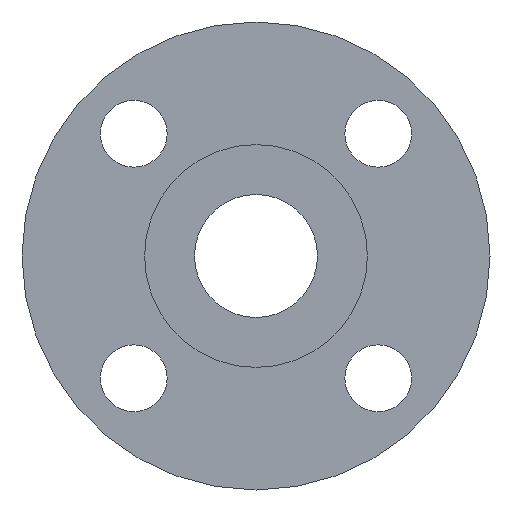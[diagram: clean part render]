
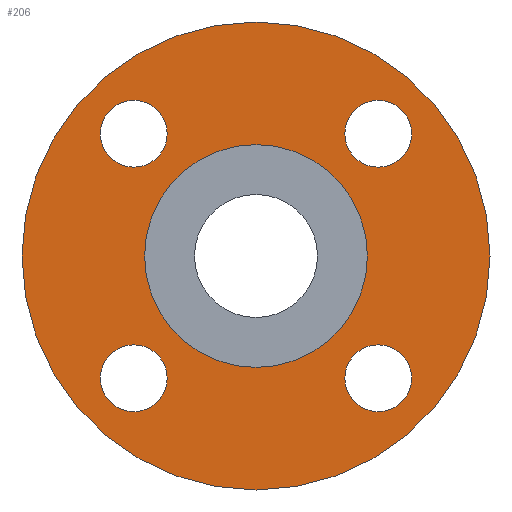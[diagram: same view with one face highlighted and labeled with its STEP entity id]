
A CAD part, front view. The second image highlights one B-rep face of the part: STEP entity #206.
In plain terms, the highlighted planar face has unit normal (0, -1, 0).
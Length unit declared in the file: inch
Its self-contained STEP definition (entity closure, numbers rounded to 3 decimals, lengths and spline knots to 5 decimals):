
#16=FACE_BOUND('',#53,.T.);
#17=FACE_BOUND('',#54,.T.);
#18=FACE_BOUND('',#55,.T.);
#19=FACE_BOUND('',#56,.T.);
#20=FACE_BOUND('',#57,.T.);
#27=PLANE('',#253);
#39=FACE_OUTER_BOUND('',#52,.T.);
#52=EDGE_LOOP('',(#171));
#53=EDGE_LOOP('',(#172));
#54=EDGE_LOOP('',(#173));
#55=EDGE_LOOP('',(#174));
#56=EDGE_LOOP('',(#175));
#57=EDGE_LOOP('',(#176));
#85=CIRCLE('',#234,0.375);
#87=CIRCLE('',#237,0.375);
#89=CIRCLE('',#240,0.375);
#91=CIRCLE('',#243,0.375);
#96=CIRCLE('',#252,1.25);
#97=CIRCLE('',#254,2.625);
#101=VERTEX_POINT('',#331);
#103=VERTEX_POINT('',#337);
#105=VERTEX_POINT('',#343);
#107=VERTEX_POINT('',#349);
#112=VERTEX_POINT('',#366);
#113=VERTEX_POINT('',#370);
#118=EDGE_CURVE('',#101,#101,#85,.T.);
#121=EDGE_CURVE('',#103,#103,#87,.T.);
#124=EDGE_CURVE('',#105,#105,#89,.T.);
#127=EDGE_CURVE('',#107,#107,#91,.T.);
#134=EDGE_CURVE('',#112,#112,#96,.T.);
#136=EDGE_CURVE('',#113,#113,#97,.T.);
#171=ORIENTED_EDGE('',*,*,#136,.F.);
#172=ORIENTED_EDGE('',*,*,#118,.T.);
#173=ORIENTED_EDGE('',*,*,#121,.T.);
#174=ORIENTED_EDGE('',*,*,#124,.T.);
#175=ORIENTED_EDGE('',*,*,#127,.T.);
#176=ORIENTED_EDGE('',*,*,#134,.T.);
#206=ADVANCED_FACE('',(#39,#16,#17,#18,#19,#20),#27,.T.);
#234=AXIS2_PLACEMENT_3D('',#333,#267,#268);
#237=AXIS2_PLACEMENT_3D('',#339,#274,#275);
#240=AXIS2_PLACEMENT_3D('',#345,#281,#282);
#243=AXIS2_PLACEMENT_3D('',#351,#288,#289);
#252=AXIS2_PLACEMENT_3D('',#367,#308,#309);
#253=AXIS2_PLACEMENT_3D('',#369,#311,#312);
#254=AXIS2_PLACEMENT_3D('',#371,#313,#314);
#267=DIRECTION('center_axis',(0.,1.,0.));
#268=DIRECTION('ref_axis',(0.,0.,1.));
#274=DIRECTION('center_axis',(0.,1.,0.));
#275=DIRECTION('ref_axis',(-1.,0.,0.));
#281=DIRECTION('center_axis',(0.,1.,0.));
#282=DIRECTION('ref_axis',(0.,0.,-1.));
#288=DIRECTION('center_axis',(0.,1.,0.));
#289=DIRECTION('ref_axis',(1.,0.,0.));
#308=DIRECTION('center_axis',(0.,1.,0.));
#309=DIRECTION('ref_axis',(1.,0.,0.));
#311=DIRECTION('center_axis',(0.,-1.,0.));
#312=DIRECTION('ref_axis',(0.,0.,-1.));
#313=DIRECTION('center_axis',(0.,1.,0.));
#314=DIRECTION('ref_axis',(1.,0.,0.));
#331=CARTESIAN_POINT('',(1.37179,0.0625,0.99679));
#333=CARTESIAN_POINT('Origin',(1.37179,0.0625,1.37179));
#337=CARTESIAN_POINT('',(-0.99679,0.0625,1.37179));
#339=CARTESIAN_POINT('Origin',(-1.37179,0.0625,1.37179));
#343=CARTESIAN_POINT('',(-1.37179,0.0625,-0.99679));
#345=CARTESIAN_POINT('Origin',(-1.37179,0.0625,-1.37179));
#349=CARTESIAN_POINT('',(0.99679,0.0625,-1.37179));
#351=CARTESIAN_POINT('Origin',(1.37179,0.0625,-1.37179));
#366=CARTESIAN_POINT('',(1.25,0.0625,0.));
#367=CARTESIAN_POINT('Origin',(0.,0.0625,0.));
#369=CARTESIAN_POINT('Origin',(-2.625,0.0625,0.));
#370=CARTESIAN_POINT('',(2.625,0.0625,0.));
#371=CARTESIAN_POINT('Origin',(0.,0.0625,0.));
